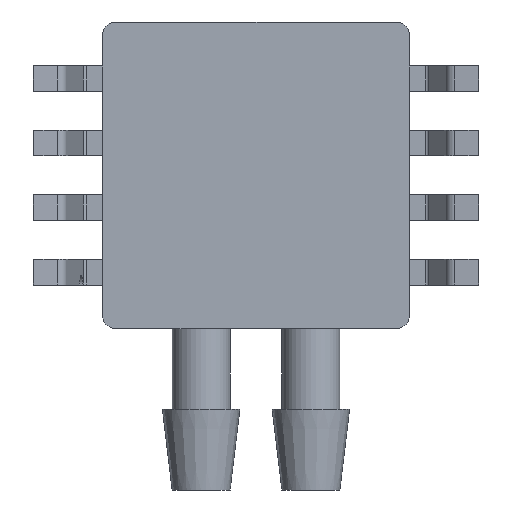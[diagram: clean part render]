
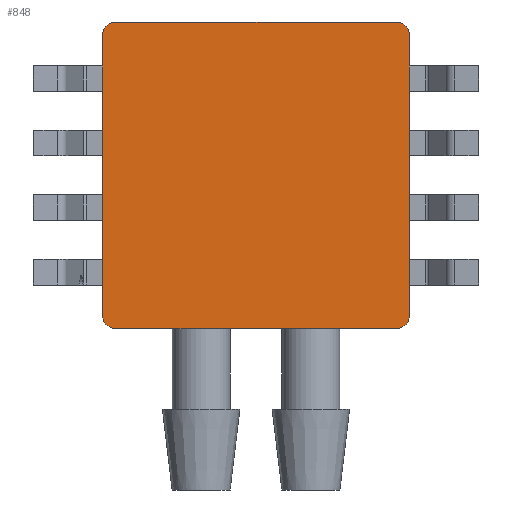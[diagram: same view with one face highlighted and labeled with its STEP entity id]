
A CAD part, front view. The second image highlights one B-rep face of the part: STEP entity #848.
In plain terms, the highlighted planar face has unit normal (0, -1, 0).
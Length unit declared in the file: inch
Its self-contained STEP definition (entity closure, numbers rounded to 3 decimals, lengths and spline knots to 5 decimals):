
#18 = DIRECTION ( 'NONE',  ( 0., 0., -1. ) ) ;
#101 = DIRECTION ( 'NONE',  ( 0., -1., 0. ) ) ;
#116 = CARTESIAN_POINT ( 'NONE',  ( 0.2375, 0.01, -0.2175 ) ) ;
#123 = DIRECTION ( 'NONE',  ( 0., 0., 1. ) ) ;
#157 = CIRCLE ( 'NONE', #3240, 0.02 ) ;
#277 = VECTOR ( 'NONE', #3893, 39.37008 ) ;
#326 = CARTESIAN_POINT ( 'NONE',  ( 0.2175, 0.01, 0.2375 ) ) ;
#330 = CARTESIAN_POINT ( 'NONE',  ( -0.2175, 0.01, -0.2375 ) ) ;
#371 = CARTESIAN_POINT ( 'NONE',  ( 0.2175, 0.01, -0.2175 ) ) ;
#435 = VERTEX_POINT ( 'NONE', #326 ) ;
#536 = AXIS2_PLACEMENT_3D ( 'NONE', #1285, #101, #123 ) ;
#670 = VECTOR ( 'NONE', #4556, 39.37008 ) ;
#678 = ORIENTED_EDGE ( 'NONE', *, *, #4741, .T. ) ;
#752 = DIRECTION ( 'NONE',  ( 0., -1., 0. ) ) ;
#792 = CARTESIAN_POINT ( 'NONE',  ( 0., 0.01, 0. ) ) ;
#817 = LINE ( 'NONE', #3152, #277 ) ;
#848 = ADVANCED_FACE ( 'NONE', ( #1806 ), #4239, .F. ) ;
#879 = CARTESIAN_POINT ( 'NONE',  ( 0.2375, 0.01, 0.2175 ) ) ;
#882 = VECTOR ( 'NONE', #3721, 39.37008 ) ;
#1030 = CARTESIAN_POINT ( 'NONE',  ( -0.085, 0.01, -0.2375 ) ) ;
#1162 = AXIS2_PLACEMENT_3D ( 'NONE', #792, #2294, #18 ) ;
#1169 = LINE ( 'NONE', #3341, #670 ) ;
#1236 = ORIENTED_EDGE ( 'NONE', *, *, #4001, .T. ) ;
#1285 = CARTESIAN_POINT ( 'NONE',  ( -0.2175, 0.01, -0.2175 ) ) ;
#1288 = ORIENTED_EDGE ( 'NONE', *, *, #2695, .T. ) ;
#1344 = VERTEX_POINT ( 'NONE', #4197 ) ;
#1564 = VECTOR ( 'NONE', #2812, 39.37008 ) ;
#1613 = CARTESIAN_POINT ( 'NONE',  ( 0.2175, 0.01, 0.2175 ) ) ;
#1620 = EDGE_CURVE ( 'NONE', #2991, #4856, #4907, .T. ) ;
#1678 = VERTEX_POINT ( 'NONE', #4945 ) ;
#1806 = FACE_OUTER_BOUND ( 'NONE', #4978, .T. ) ;
#2094 = DIRECTION ( 'NONE',  ( 0., 0., 1. ) ) ;
#2183 = CARTESIAN_POINT ( 'NONE',  ( 0.2175, 0.01, 0.2375 ) ) ;
#2260 = ORIENTED_EDGE ( 'NONE', *, *, #4330, .T. ) ;
#2294 = DIRECTION ( 'NONE',  ( 0., 1., 0. ) ) ;
#2320 = ORIENTED_EDGE ( 'NONE', *, *, #4781, .T. ) ;
#2377 = VERTEX_POINT ( 'NONE', #330 ) ;
#2379 = VERTEX_POINT ( 'NONE', #3057 ) ;
#2485 = DIRECTION ( 'NONE',  ( -1., 0., 0. ) ) ;
#2529 = EDGE_CURVE ( 'NONE', #435, #2379, #2771, .T. ) ;
#2695 = EDGE_CURVE ( 'NONE', #3888, #1344, #1169, .T. ) ;
#2771 = LINE ( 'NONE', #2183, #2878 ) ;
#2806 = LINE ( 'NONE', #3334, #882 ) ;
#2812 = DIRECTION ( 'NONE',  ( 0., 0., 1. ) ) ;
#2878 = VECTOR ( 'NONE', #2485, 39.37008 ) ;
#2953 = EDGE_CURVE ( 'NONE', #4371, #2377, #2987, .T. ) ;
#2987 = CIRCLE ( 'NONE', #536, 0.02 ) ;
#2991 = VERTEX_POINT ( 'NONE', #3605 ) ;
#3057 = CARTESIAN_POINT ( 'NONE',  ( -0.2175, 0.01, 0.2375 ) ) ;
#3063 = AXIS2_PLACEMENT_3D ( 'NONE', #371, #752, #3821 ) ;
#3152 = CARTESIAN_POINT ( 'NONE',  ( -0.2375, 0.01, 0.2175 ) ) ;
#3240 = AXIS2_PLACEMENT_3D ( 'NONE', #1613, #4312, #3873 ) ;
#3258 = EDGE_CURVE ( 'NONE', #2377, #3888, #2806, .T. ) ;
#3272 = CARTESIAN_POINT ( 'NONE',  ( -0.2375, 0.01, -0.2175 ) ) ;
#3334 = CARTESIAN_POINT ( 'NONE',  ( -0.2175, 0.01, -0.2375 ) ) ;
#3341 = CARTESIAN_POINT ( 'NONE',  ( -0.2175, 0.01, -0.2375 ) ) ;
#3515 = CIRCLE ( 'NONE', #3063, 0.02 ) ;
#3605 = CARTESIAN_POINT ( 'NONE',  ( 0.2375, 0.01, -0.2175 ) ) ;
#3618 = DIRECTION ( 'NONE',  ( 0., -1., 0. ) ) ;
#3653 = CIRCLE ( 'NONE', #4095, 0.02 ) ;
#3721 = DIRECTION ( 'NONE',  ( 1., 0., 0. ) ) ;
#3821 = DIRECTION ( 'NONE',  ( 0., 0., 1. ) ) ;
#3873 = DIRECTION ( 'NONE',  ( 0., 0., 1. ) ) ;
#3888 = VERTEX_POINT ( 'NONE', #1030 ) ;
#3893 = DIRECTION ( 'NONE',  ( 0., 0., -1. ) ) ;
#3920 = ORIENTED_EDGE ( 'NONE', *, *, #3258, .T. ) ;
#4001 = EDGE_CURVE ( 'NONE', #1344, #2991, #3515, .T. ) ;
#4039 = CARTESIAN_POINT ( 'NONE',  ( -0.2175, 0.01, 0.2175 ) ) ;
#4095 = AXIS2_PLACEMENT_3D ( 'NONE', #4039, #3618, #2094 ) ;
#4197 = CARTESIAN_POINT ( 'NONE',  ( 0.2175, 0.01, -0.2375 ) ) ;
#4198 = ORIENTED_EDGE ( 'NONE', *, *, #2529, .T. ) ;
#4239 = PLANE ( 'NONE',  #1162 ) ;
#4258 = ORIENTED_EDGE ( 'NONE', *, *, #1620, .T. ) ;
#4312 = DIRECTION ( 'NONE',  ( 0., -1., 0. ) ) ;
#4330 = EDGE_CURVE ( 'NONE', #2379, #1678, #3653, .T. ) ;
#4371 = VERTEX_POINT ( 'NONE', #3272 ) ;
#4556 = DIRECTION ( 'NONE',  ( 1., 0., 0. ) ) ;
#4564 = ORIENTED_EDGE ( 'NONE', *, *, #2953, .T. ) ;
#4741 = EDGE_CURVE ( 'NONE', #1678, #4371, #817, .T. ) ;
#4781 = EDGE_CURVE ( 'NONE', #4856, #435, #157, .T. ) ;
#4856 = VERTEX_POINT ( 'NONE', #879 ) ;
#4907 = LINE ( 'NONE', #116, #1564 ) ;
#4945 = CARTESIAN_POINT ( 'NONE',  ( -0.2375, 0.01, 0.2175 ) ) ;
#4978 = EDGE_LOOP ( 'NONE', ( #3920, #1288, #1236, #4258, #2320, #4198, #2260, #678, #4564 ) ) ;
